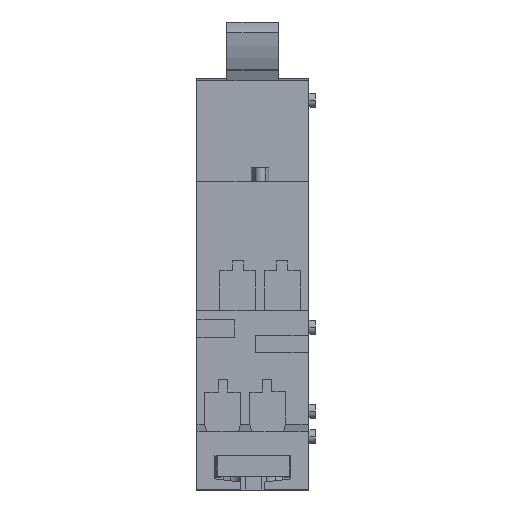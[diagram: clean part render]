
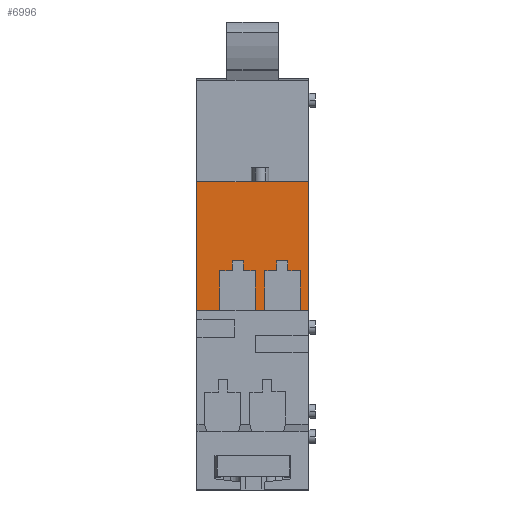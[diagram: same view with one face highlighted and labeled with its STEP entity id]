
A CAD part, front view. The second image highlights one B-rep face of the part: STEP entity #6996.
In plain terms, the highlighted planar face has unit normal (0, -1, 0).
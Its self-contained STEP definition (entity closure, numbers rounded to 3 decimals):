
#96=DIRECTION('',(0.,0.,1.));
#97=VECTOR('',#96,20.6);
#98=CARTESIAN_POINT('',(0.,8.55,28.7));
#99=LINE('',#98,#97);
#457=DIRECTION('',(0.,0.,1.));
#458=VECTOR('',#457,20.6);
#459=CARTESIAN_POINT('',(17.8,8.55,28.7));
#460=LINE('',#459,#458);
#1466=DIRECTION('',(1.,0.,0.));
#1467=VECTOR('',#1466,17.8);
#1468=CARTESIAN_POINT('',(0.,8.55,49.3));
#1469=LINE('',#1468,#1467);
#1509=DIRECTION('',(0.,0.,1.));
#1510=VECTOR('',#1509,6.35);
#1511=CARTESIAN_POINT('',(9.35,8.55,28.7));
#1512=LINE('',#1511,#1510);
#1513=DIRECTION('',(-1.,0.,0.));
#1514=VECTOR('',#1513,1.915);
#1515=CARTESIAN_POINT('',(9.35,8.55,35.05));
#1516=LINE('',#1515,#1514);
#1517=DIRECTION('',(0.,0.,1.));
#1518=VECTOR('',#1517,1.585);
#1519=CARTESIAN_POINT('',(7.435,8.55,35.05));
#1520=LINE('',#1519,#1518);
#1521=DIRECTION('',(-1.,0.,0.));
#1522=VECTOR('',#1521,1.77);
#1523=CARTESIAN_POINT('',(7.435,8.55,36.635));
#1524=LINE('',#1523,#1522);
#1525=DIRECTION('',(0.,0.,-1.));
#1526=VECTOR('',#1525,1.585);
#1527=CARTESIAN_POINT('',(5.665,8.55,36.635));
#1528=LINE('',#1527,#1526);
#1529=DIRECTION('',(-1.,0.,0.));
#1530=VECTOR('',#1529,2.015);
#1531=CARTESIAN_POINT('',(5.665,8.55,35.05));
#1532=LINE('',#1531,#1530);
#1533=DIRECTION('',(0.,0.,1.));
#1534=VECTOR('',#1533,6.35);
#1535=CARTESIAN_POINT('',(3.65,8.55,28.7));
#1536=LINE('',#1535,#1534);
#1537=DIRECTION('',(1.,0.,0.));
#1538=VECTOR('',#1537,3.65);
#1539=CARTESIAN_POINT('',(0.,8.55,28.7));
#1540=LINE('',#1539,#1538);
#1541=DIRECTION('',(1.,0.,0.));
#1542=VECTOR('',#1541,1.25);
#1543=CARTESIAN_POINT('',(16.55,8.55,28.7));
#1544=LINE('',#1543,#1542);
#1545=DIRECTION('',(0.,0.,1.));
#1546=VECTOR('',#1545,6.35);
#1547=CARTESIAN_POINT('',(16.55,8.55,28.7));
#1548=LINE('',#1547,#1546);
#1549=DIRECTION('',(-1.,0.,0.));
#1550=VECTOR('',#1549,2.015);
#1551=CARTESIAN_POINT('',(16.55,8.55,35.05));
#1552=LINE('',#1551,#1550);
#1553=DIRECTION('',(0.,0.,1.));
#1554=VECTOR('',#1553,1.585);
#1555=CARTESIAN_POINT('',(14.535,8.55,35.05));
#1556=LINE('',#1555,#1554);
#1557=DIRECTION('',(-1.,0.,0.));
#1558=VECTOR('',#1557,1.77);
#1559=CARTESIAN_POINT('',(14.535,8.55,36.635));
#1560=LINE('',#1559,#1558);
#1561=DIRECTION('',(0.,0.,-1.));
#1562=VECTOR('',#1561,1.585);
#1563=CARTESIAN_POINT('',(12.765,8.55,36.635));
#1564=LINE('',#1563,#1562);
#1565=DIRECTION('',(-1.,0.,0.));
#1566=VECTOR('',#1565,1.915);
#1567=CARTESIAN_POINT('',(12.765,8.55,35.05));
#1568=LINE('',#1567,#1566);
#1569=DIRECTION('',(0.,0.,1.));
#1570=VECTOR('',#1569,6.35);
#1571=CARTESIAN_POINT('',(10.85,8.55,28.7));
#1572=LINE('',#1571,#1570);
#1573=DIRECTION('',(1.,0.,0.));
#1574=VECTOR('',#1573,1.5);
#1575=CARTESIAN_POINT('',(9.35,8.55,28.7));
#1576=LINE('',#1575,#1574);
#3904=CARTESIAN_POINT('',(0.,8.55,28.7));
#3906=VERTEX_POINT('',#3904);
#3907=CARTESIAN_POINT('',(0.,8.55,49.3));
#3908=VERTEX_POINT('',#3907);
#3946=CARTESIAN_POINT('',(17.8,8.55,28.7));
#3948=VERTEX_POINT('',#3946);
#3949=CARTESIAN_POINT('',(17.8,8.55,49.3));
#3950=VERTEX_POINT('',#3949);
#4467=CARTESIAN_POINT('',(9.35,8.55,28.7));
#4468=CARTESIAN_POINT('',(9.35,8.55,35.05));
#4469=VERTEX_POINT('',#4467);
#4470=VERTEX_POINT('',#4468);
#4471=CARTESIAN_POINT('',(7.435,8.55,35.05));
#4472=VERTEX_POINT('',#4471);
#4473=CARTESIAN_POINT('',(7.435,8.55,36.635));
#4474=VERTEX_POINT('',#4473);
#4475=CARTESIAN_POINT('',(5.665,8.55,36.635));
#4476=VERTEX_POINT('',#4475);
#4477=CARTESIAN_POINT('',(5.665,8.55,35.05));
#4478=VERTEX_POINT('',#4477);
#4479=CARTESIAN_POINT('',(3.65,8.55,35.05));
#4480=VERTEX_POINT('',#4479);
#4481=CARTESIAN_POINT('',(3.65,8.55,28.7));
#4482=VERTEX_POINT('',#4481);
#4483=CARTESIAN_POINT('',(16.55,8.55,28.7));
#4484=CARTESIAN_POINT('',(16.55,8.55,35.05));
#4485=VERTEX_POINT('',#4483);
#4486=VERTEX_POINT('',#4484);
#4487=CARTESIAN_POINT('',(14.535,8.55,35.05));
#4488=VERTEX_POINT('',#4487);
#4489=CARTESIAN_POINT('',(14.535,8.55,36.635));
#4490=VERTEX_POINT('',#4489);
#4491=CARTESIAN_POINT('',(12.765,8.55,36.635));
#4492=VERTEX_POINT('',#4491);
#4493=CARTESIAN_POINT('',(12.765,8.55,35.05));
#4494=VERTEX_POINT('',#4493);
#4495=CARTESIAN_POINT('',(10.85,8.55,35.05));
#4496=VERTEX_POINT('',#4495);
#4497=CARTESIAN_POINT('',(10.85,8.55,28.7));
#4498=VERTEX_POINT('',#4497);
#6952=CARTESIAN_POINT('',(0.,8.55,28.7));
#6953=DIRECTION('',(0.,-1.,0.));
#6954=DIRECTION('',(0.,0.,1.));
#6955=AXIS2_PLACEMENT_3D('',#6952,#6953,#6954);
#6956=PLANE('',#6955);
#6958=ORIENTED_EDGE('',*,*,#6957,.T.);
#6960=ORIENTED_EDGE('',*,*,#6959,.T.);
#6962=ORIENTED_EDGE('',*,*,#6961,.T.);
#6964=ORIENTED_EDGE('',*,*,#6963,.T.);
#6966=ORIENTED_EDGE('',*,*,#6965,.T.);
#6968=ORIENTED_EDGE('',*,*,#6967,.T.);
#6970=ORIENTED_EDGE('',*,*,#6969,.F.);
#6972=ORIENTED_EDGE('',*,*,#6971,.F.);
#6973=ORIENTED_EDGE('',*,*,#5186,.T.);
#6974=ORIENTED_EDGE('',*,*,#6925,.T.);
#6975=ORIENTED_EDGE('',*,*,#5459,.F.);
#6977=ORIENTED_EDGE('',*,*,#6976,.F.);
#6979=ORIENTED_EDGE('',*,*,#6978,.T.);
#6981=ORIENTED_EDGE('',*,*,#6980,.T.);
#6983=ORIENTED_EDGE('',*,*,#6982,.T.);
#6985=ORIENTED_EDGE('',*,*,#6984,.T.);
#6987=ORIENTED_EDGE('',*,*,#6986,.T.);
#6989=ORIENTED_EDGE('',*,*,#6988,.T.);
#6991=ORIENTED_EDGE('',*,*,#6990,.F.);
#6993=ORIENTED_EDGE('',*,*,#6992,.F.);
#6994=EDGE_LOOP('',(#6958,#6960,#6962,#6964,#6966,#6968,#6970,#6972,#6973,#6974,
#6975,#6977,#6979,#6981,#6983,#6985,#6987,#6989,#6991,#6993));
#6995=FACE_OUTER_BOUND('',#6994,.F.);
#5186=EDGE_CURVE('',#3906,#3908,#99,.T.);
#5459=EDGE_CURVE('',#3948,#3950,#460,.T.);
#6925=EDGE_CURVE('',#3908,#3950,#1469,.T.);
#6957=EDGE_CURVE('',#4469,#4470,#1512,.T.);
#6959=EDGE_CURVE('',#4470,#4472,#1516,.T.);
#6961=EDGE_CURVE('',#4472,#4474,#1520,.T.);
#6963=EDGE_CURVE('',#4474,#4476,#1524,.T.);
#6965=EDGE_CURVE('',#4476,#4478,#1528,.T.);
#6967=EDGE_CURVE('',#4478,#4480,#1532,.T.);
#6969=EDGE_CURVE('',#4482,#4480,#1536,.T.);
#6971=EDGE_CURVE('',#3906,#4482,#1540,.T.);
#6976=EDGE_CURVE('',#4485,#3948,#1544,.T.);
#6978=EDGE_CURVE('',#4485,#4486,#1548,.T.);
#6980=EDGE_CURVE('',#4486,#4488,#1552,.T.);
#6982=EDGE_CURVE('',#4488,#4490,#1556,.T.);
#6984=EDGE_CURVE('',#4490,#4492,#1560,.T.);
#6986=EDGE_CURVE('',#4492,#4494,#1564,.T.);
#6988=EDGE_CURVE('',#4494,#4496,#1568,.T.);
#6990=EDGE_CURVE('',#4498,#4496,#1572,.T.);
#6992=EDGE_CURVE('',#4469,#4498,#1576,.T.);
#6996=ADVANCED_FACE('',(#6995),#6956,.T.);
